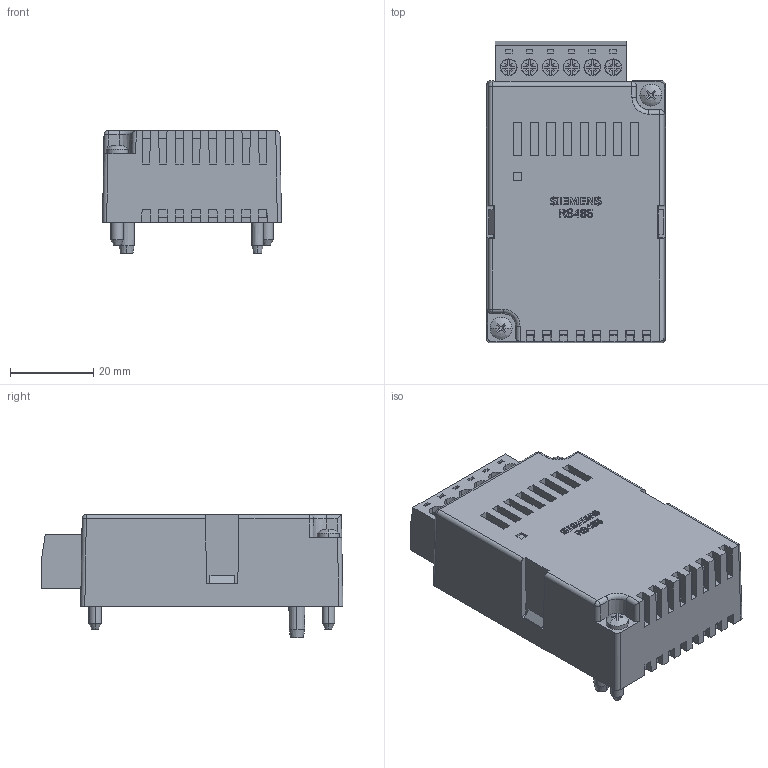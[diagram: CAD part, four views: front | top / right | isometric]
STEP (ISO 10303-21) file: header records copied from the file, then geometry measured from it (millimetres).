
FILE_DESCRIPTION(('STEP AP214'),'1');
FILE_NAME('cctmp_76667DB2-6FE7-43D7-ACBF-7F090786591D_2023_07_22_12_15_34_0318..stp','2023-07-22T10:15:37',('SIEMENS A&D'),('CADClick - www.CADClick.com'),'Spatial InterOp 3D postprocessed',' ','unknown authorization');
FILE_SCHEMA(('AUTOMOTIVE_DESIGN'));
Length unit declared in the file: millimetre
Products named in the file (249): cc_unnamed; 2023_07_22_12_15_34_0249; 2023_07_22_12_15_34_0245; 2023_07_22_12_15_34_0241; 2023_07_22_12_15_34_0237; 2023_07_22_12_15_34_0233; 2023_07_22_12_15_34_0229; 2023_07_22_12_15_34_0225; 2023_07_22_12_15_34_0221; 2023_07_22_12_15_34_0217; 2023_07_22_12_15_34_0213; 2023_07_22_12_15_34_0209; 2023_07_22_12_15_34_0205; 2023_07_22_12_15_34_0201; 2023_07_22_12_15_34_0197; 2023_07_22_12_15_34_0193; 2023_07_22_12_15_34_0189; 2023_07_22_12_15_34_0185; 2023_07_22_12_15_34_0181; 2023_07_22_12_15_34_0177; 2023_07_22_12_15_34_0173; 2023_07_22_12_15_34_0169; 2023_07_22_12_15_34_0165; 2023_07_22_12_15_34_0161; 2023_07_22_12_15_34_0157; 2023_07_22_12_15_34_0153; 2023_07_22_12_15_34_0149; 2023_07_22_12_15_34_0145; 2023_07_22_12_15_34_0141; 2023_07_22_12_15_34_0137; 2023_07_22_12_15_34_0133; 2023_07_22_12_15_34_0129; 2023_07_22_12_15_34_0125; 2023_07_22_12_15_34_0121; 2023_07_22_12_15_34_0117; 2023_07_22_12_15_34_0113; 2023_07_22_12_15_34_0109; 2023_07_22_12_15_34_0105; 2023_07_22_12_15_34_0101; 2023_07_22_12_15_34_0097 ...
Assembly tree (248 placements, depth 2):
  cc_unnamed
    2023_07_22_12_15_34_0249
    2023_07_22_12_15_34_0245
    2023_07_22_12_15_34_0241
    2023_07_22_12_15_34_0237
    2023_07_22_12_15_34_0233
    2023_07_22_12_15_34_0229
    2023_07_22_12_15_34_0225
    2023_07_22_12_15_34_0221
    2023_07_22_12_15_34_0217
    2023_07_22_12_15_34_0213
    2023_07_22_12_15_34_0209
    2023_07_22_12_15_34_0205
    2023_07_22_12_15_34_0201
    2023_07_22_12_15_34_0197
    2023_07_22_12_15_34_0193
    2023_07_22_12_15_34_0189
    2023_07_22_12_15_34_0185
    2023_07_22_12_15_34_0181
    2023_07_22_12_15_34_0177
    2023_07_22_12_15_34_0173
    2023_07_22_12_15_34_0169
    2023_07_22_12_15_34_0165
    2023_07_22_12_15_34_0161
    2023_07_22_12_15_34_0157
    2023_07_22_12_15_34_0153
    2023_07_22_12_15_34_0149
    2023_07_22_12_15_34_0145
    2023_07_22_12_15_34_0141
    2023_07_22_12_15_34_0137
    2023_07_22_12_15_34_0133
    2023_07_22_12_15_34_0129
    2023_07_22_12_15_34_0125
    2023_07_22_12_15_34_0121
    2023_07_22_12_15_34_0117
    2023_07_22_12_15_34_0113
    2023_07_22_12_15_34_0109
    2023_07_22_12_15_34_0105
    2023_07_22_12_15_34_0101
    2023_07_22_12_15_34_0097
    2023_07_22_12_15_34_0093
    2023_07_22_12_15_34_0089
    2023_07_22_12_15_34_0085
    2023_07_22_12_15_34_0081
    2023_07_22_12_15_34_0077
    2023_07_22_12_15_34_0073
    2023_07_22_12_15_34_0069
    2023_07_22_12_15_34_0065
    2023_07_22_12_15_34_0061
    2023_07_22_12_15_34_0057
    2023_07_22_12_15_34_0053
    2023_07_22_12_15_34_0049
    2023_07_22_12_15_34_0045
    2023_07_22_12_15_34_0041
    2023_07_22_12_15_34_0037
    2023_07_22_12_15_34_0033
    2023_07_22_12_15_34_0029
    2023_07_22_12_15_34_0025
    2023_07_22_12_15_34_0021
    2023_07_22_12_15_34_0017
Bounding box: 43 x 72.5 x 29.55 mm (x, y, z)
Volume: 59435.3 mm3; surface area: 20668.4 mm2
Topology: 1 solids, 4 shells, 899 faces, 2759 edges, 2151 vertices
Faces by surface type: plane 657, extrusion 136, cylinder 65, cone 27, torus 6, sphere 4, bspline 4
Entity records: 40908 total; most frequent: CARTESIAN_POINT 7427, ORIENTED_EDGE 5026, DIRECTION 4737, EDGE_CURVE 2513, VECTOR 2205, LINE 2069, VERTEX_POINT 1659, AXIS2_PLACEMENT_3D 1266
